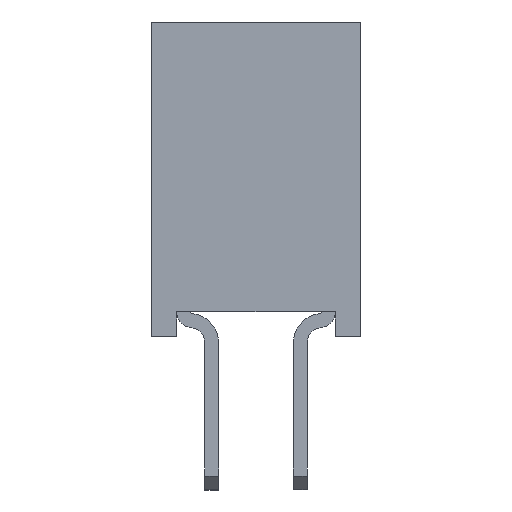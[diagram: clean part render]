
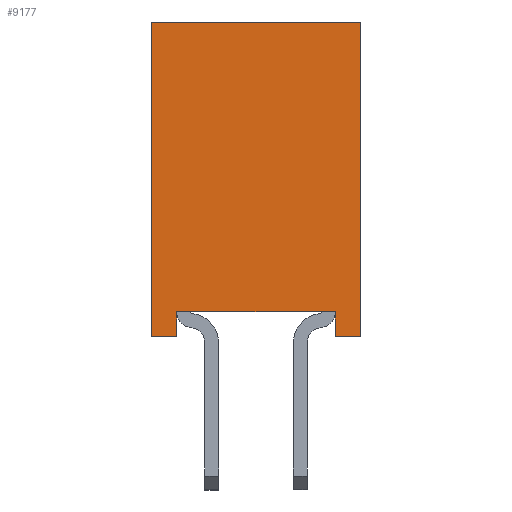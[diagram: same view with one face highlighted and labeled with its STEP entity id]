
A CAD part, front view. The second image highlights one B-rep face of the part: STEP entity #9177.
In plain terms, the highlighted face is planar.
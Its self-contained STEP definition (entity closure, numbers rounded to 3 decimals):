
#275=PLANE('',#9737);
#753=FACE_OUTER_BOUND('',#1231,.T.);
#1231=EDGE_LOOP('',(#6793,#6794,#6795,#6796,#6797,#6798,#6799,#6800));
#1799=LINE('',#13047,#3061);
#1800=LINE('',#13049,#3062);
#1801=LINE('',#13051,#3063);
#1802=LINE('',#13053,#3064);
#1803=LINE('',#13055,#3065);
#1804=LINE('',#13057,#3066);
#1805=LINE('',#13059,#3067);
#1806=LINE('',#13060,#3068);
#3061=VECTOR('',#10559,10.);
#3062=VECTOR('',#10560,10.);
#3063=VECTOR('',#10561,10.);
#3064=VECTOR('',#10562,10.);
#3065=VECTOR('',#10563,10.);
#3066=VECTOR('',#10564,10.);
#3067=VECTOR('',#10565,10.);
#3068=VECTOR('',#10566,10.);
#4373=VERTEX_POINT('',#13045);
#4374=VERTEX_POINT('',#13046);
#4375=VERTEX_POINT('',#13048);
#4376=VERTEX_POINT('',#13050);
#4377=VERTEX_POINT('',#13052);
#4378=VERTEX_POINT('',#13054);
#4379=VERTEX_POINT('',#13056);
#4380=VERTEX_POINT('',#13058);
#5289=EDGE_CURVE('',#4373,#4374,#1799,.T.);
#5290=EDGE_CURVE('',#4374,#4375,#1800,.T.);
#5291=EDGE_CURVE('',#4375,#4376,#1801,.T.);
#5292=EDGE_CURVE('',#4376,#4377,#1802,.T.);
#5293=EDGE_CURVE('',#4377,#4378,#1803,.T.);
#5294=EDGE_CURVE('',#4378,#4379,#1804,.T.);
#5295=EDGE_CURVE('',#4379,#4380,#1805,.T.);
#5296=EDGE_CURVE('',#4380,#4373,#1806,.T.);
#6793=ORIENTED_EDGE('',*,*,#5289,.T.);
#6794=ORIENTED_EDGE('',*,*,#5290,.T.);
#6795=ORIENTED_EDGE('',*,*,#5291,.T.);
#6796=ORIENTED_EDGE('',*,*,#5292,.T.);
#6797=ORIENTED_EDGE('',*,*,#5293,.T.);
#6798=ORIENTED_EDGE('',*,*,#5294,.T.);
#6799=ORIENTED_EDGE('',*,*,#5295,.T.);
#6800=ORIENTED_EDGE('',*,*,#5296,.T.);
#9177=ADVANCED_FACE('',(#753),#275,.T.);
#9737=AXIS2_PLACEMENT_3D('',#13044,#10557,#10558);
#10557=DIRECTION('center_axis',(-1.,0.,0.));
#10558=DIRECTION('ref_axis',(0.,0.,1.));
#10559=DIRECTION('',(0.,-1.,0.));
#10560=DIRECTION('',(0.,0.,-1.));
#10561=DIRECTION('',(0.,-1.,0.));
#10562=DIRECTION('',(0.,0.,1.));
#10563=DIRECTION('',(0.,1.,0.));
#10564=DIRECTION('',(0.,0.,-1.));
#10565=DIRECTION('',(0.,-1.,0.));
#10566=DIRECTION('',(0.,0.,1.));
#13044=CARTESIAN_POINT('Origin',(-6.35,-1.5,-2.25));
#13045=CARTESIAN_POINT('',(-6.35,1.135,-1.9));
#13046=CARTESIAN_POINT('',(-6.35,-1.135,-1.9));
#13047=CARTESIAN_POINT('',(-6.35,-1.318,-1.9));
#13048=CARTESIAN_POINT('',(-6.35,-1.135,-2.25));
#13049=CARTESIAN_POINT('',(-6.35,-1.135,-2.25));
#13050=CARTESIAN_POINT('',(-6.35,-1.5,-2.25));
#13051=CARTESIAN_POINT('',(-6.35,-1.5,-2.25));
#13052=CARTESIAN_POINT('',(-6.35,-1.5,2.25));
#13053=CARTESIAN_POINT('',(-6.35,-1.5,-1.125));
#13054=CARTESIAN_POINT('',(-6.35,1.5,2.25));
#13055=CARTESIAN_POINT('',(-6.35,-1.5,2.25));
#13056=CARTESIAN_POINT('',(-6.35,1.5,-2.25));
#13057=CARTESIAN_POINT('',(-6.35,1.5,-1.125));
#13058=CARTESIAN_POINT('',(-6.35,1.135,-2.25));
#13059=CARTESIAN_POINT('',(-6.35,-1.5,-2.25));
#13060=CARTESIAN_POINT('',(-6.35,1.135,-2.075));
